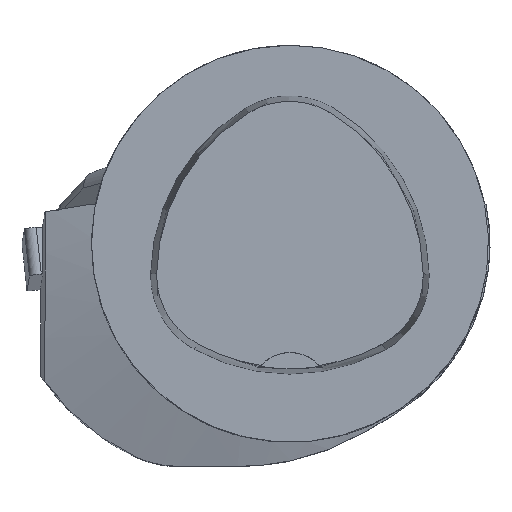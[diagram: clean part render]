
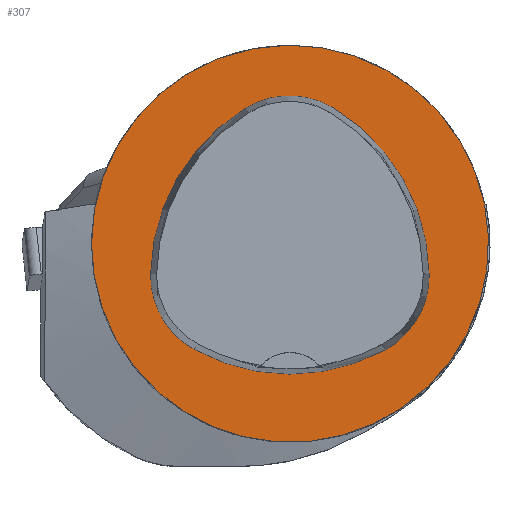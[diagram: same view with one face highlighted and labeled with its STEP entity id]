
A CAD part, top view. The second image highlights one B-rep face of the part: STEP entity #307.
In plain terms, the highlighted planar face has unit normal (0, 0, 1).
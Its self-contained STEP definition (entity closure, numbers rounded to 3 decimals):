
#307=ADVANCED_FACE('',(#707,#708),#382,.T.);
#382=PLANE('',#1865);
#707=FACE_BOUND('',#753,.T.);
#708=FACE_BOUND('',#754,.T.);
#753=EDGE_LOOP('',(#1011,#1012,#1013,#1014,#1015,#1016));
#754=EDGE_LOOP('',(#1017));
#1011=ORIENTED_EDGE('',*,*,#1579,.T.);
#1012=ORIENTED_EDGE('',*,*,#1559,.T.);
#1013=ORIENTED_EDGE('',*,*,#1563,.T.);
#1014=ORIENTED_EDGE('',*,*,#1566,.T.);
#1015=ORIENTED_EDGE('',*,*,#1569,.T.);
#1016=ORIENTED_EDGE('',*,*,#1577,.T.);
#1017=ORIENTED_EDGE('',*,*,#1539,.F.);
#1361=VERTEX_POINT('',#2680);
#1380=VERTEX_POINT('',#2740);
#1381=VERTEX_POINT('',#2741);
#1384=VERTEX_POINT('',#2749);
#1386=VERTEX_POINT('',#2755);
#1388=VERTEX_POINT('',#2761);
#1395=VERTEX_POINT('',#2782);
#1539=EDGE_CURVE('',#1361,#1361,#1691,.T.);
#1559=EDGE_CURVE('',#1380,#1381,#1692,.T.);
#1563=EDGE_CURVE('',#1381,#1384,#1694,.T.);
#1566=EDGE_CURVE('',#1384,#1386,#1696,.T.);
#1569=EDGE_CURVE('',#1386,#1388,#1698,.T.);
#1577=EDGE_CURVE('',#1388,#1395,#1702,.T.);
#1579=EDGE_CURVE('',#1395,#1380,#1704,.T.);
#1691=CIRCLE('',#1832,20.);
#1692=CIRCLE('',#1843,20.);
#1694=CIRCLE('',#1846,8.5);
#1696=CIRCLE('',#1849,20.);
#1698=CIRCLE('',#1852,8.5);
#1702=CIRCLE('',#1857,20.);
#1704=CIRCLE('',#1860,8.5);
#1832=AXIS2_PLACEMENT_3D('',#2679,#2120,#2121);
#1843=AXIS2_PLACEMENT_3D('',#2739,#2150,#2151);
#1846=AXIS2_PLACEMENT_3D('',#2748,#2158,#2159);
#1849=AXIS2_PLACEMENT_3D('',#2754,#2165,#2166);
#1852=AXIS2_PLACEMENT_3D('',#2760,#2172,#2173);
#1857=AXIS2_PLACEMENT_3D('',#2783,#2184,#2185);
#1860=AXIS2_PLACEMENT_3D('',#2786,#2190,#2191);
#1865=AXIS2_PLACEMENT_3D('',#2791,#2200,#2201);
#2120=DIRECTION('',(0.,0.,-1.));
#2121=DIRECTION('',(-1.,0.,0.));
#2150=DIRECTION('',(0.,0.,-1.));
#2151=DIRECTION('',(-1.,0.,0.));
#2158=DIRECTION('',(0.,0.,-1.));
#2159=DIRECTION('',(-1.,0.,0.));
#2165=DIRECTION('',(0.,0.,-1.));
#2166=DIRECTION('',(-1.,0.,0.));
#2172=DIRECTION('',(0.,0.,-1.));
#2173=DIRECTION('',(-1.,0.,0.));
#2184=DIRECTION('',(0.,0.,-1.));
#2185=DIRECTION('',(-1.,0.,0.));
#2190=DIRECTION('',(0.,0.,-1.));
#2191=DIRECTION('',(-1.,0.,0.));
#2200=DIRECTION('',(0.,0.,1.));
#2201=DIRECTION('',(1.,0.,0.));
#2679=CARTESIAN_POINT('',(0.,0.,0.));
#2680=CARTESIAN_POINT('',(-20.,0.,0.));
#2739=CARTESIAN_POINT('',(5.955,-3.414,0.));
#2740=CARTESIAN_POINT('',(-14.041,-3.042,0.));
#2741=CARTESIAN_POINT('',(-4.472,13.653,0.));
#2748=CARTESIAN_POINT('',(-0.04,6.4,0.));
#2749=CARTESIAN_POINT('',(4.347,13.68,0.));
#2754=CARTESIAN_POINT('',(-5.976,-3.45,0.));
#2755=CARTESIAN_POINT('',(14.021,-3.075,0.));
#2760=CARTESIAN_POINT('',(5.522,-3.235,0.));
#2761=CARTESIAN_POINT('',(9.588,-10.699,0.));
#2782=CARTESIAN_POINT('',(-9.655,-10.639,0.));
#2783=CARTESIAN_POINT('',(0.022,6.864,0.));
#2786=CARTESIAN_POINT('',(-5.543,-3.2,0.));
#2791=CARTESIAN_POINT('',(0.,0.,0.));
